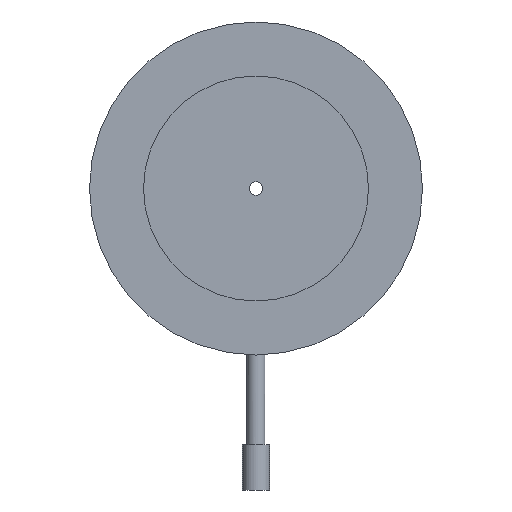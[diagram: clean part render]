
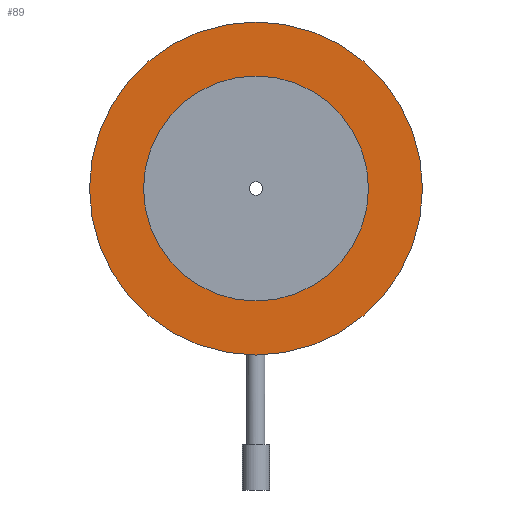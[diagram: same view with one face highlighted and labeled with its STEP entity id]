
A CAD part, front view. The second image highlights one B-rep face of the part: STEP entity #89.
In plain terms, the highlighted planar face has unit normal (0, -1, 0).
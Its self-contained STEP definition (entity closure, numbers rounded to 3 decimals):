
#11 = ORIENTED_EDGE ( 'NONE', *, *, #156, .F. ) ;
#14 = AXIS2_PLACEMENT_3D ( 'NONE', #348, #83, #562 ) ;
#27 = DIRECTION ( 'NONE',  ( 0., 0., 1. ) ) ;
#63 = DIRECTION ( 'NONE',  ( 0., 0., 1. ) ) ;
#83 = DIRECTION ( 'NONE',  ( 0., 1., 0. ) ) ;
#84 = CARTESIAN_POINT ( 'NONE',  ( 0., -2.75, 18.5 ) ) ;
#89 = ADVANCED_FACE ( 'NONE', ( #210, #248 ), #114, .F. ) ;
#114 = PLANE ( 'NONE',  #429 ) ;
#118 = DIRECTION ( 'NONE',  ( 0., 0., 1. ) ) ;
#126 = CIRCLE ( 'NONE', #500, 12.5 ) ;
#131 = VERTEX_POINT ( 'NONE', #422 ) ;
#135 = ORIENTED_EDGE ( 'NONE', *, *, #162, .F. ) ;
#156 = EDGE_CURVE ( 'NONE', #436, #269, #126, .T. ) ;
#162 = EDGE_CURVE ( 'NONE', #269, #436, #222, .T. ) ;
#210 = FACE_BOUND ( 'NONE', #493, .T. ) ;
#213 = AXIS2_PLACEMENT_3D ( 'NONE', #292, #424, #337 ) ;
#222 = CIRCLE ( 'NONE', #213, 12.5 ) ;
#233 = VERTEX_POINT ( 'NONE', #84 ) ;
#238 = ORIENTED_EDGE ( 'NONE', *, *, #497, .F. ) ;
#247 = DIRECTION ( 'NONE',  ( 0., 1., 0. ) ) ;
#248 = FACE_OUTER_BOUND ( 'NONE', #318, .T. ) ;
#255 = CARTESIAN_POINT ( 'NONE',  ( 0., -2.75, 12.5 ) ) ;
#260 = CIRCLE ( 'NONE', #439, 18.5 ) ;
#265 = CIRCLE ( 'NONE', #14, 18.5 ) ;
#268 = CARTESIAN_POINT ( 'NONE',  ( 0., -2.75, -12.5 ) ) ;
#269 = VERTEX_POINT ( 'NONE', #268 ) ;
#280 = ORIENTED_EDGE ( 'NONE', *, *, #531, .F. ) ;
#292 = CARTESIAN_POINT ( 'NONE',  ( 0., -2.75, 0. ) ) ;
#318 = EDGE_LOOP ( 'NONE', ( #280, #238 ) ) ;
#337 = DIRECTION ( 'NONE',  ( 0., 0., 1. ) ) ;
#343 = CARTESIAN_POINT ( 'NONE',  ( 0., -2.75, 0. ) ) ;
#348 = CARTESIAN_POINT ( 'NONE',  ( 0., -2.75, 0. ) ) ;
#384 = CARTESIAN_POINT ( 'NONE',  ( 0., -2.75, 0. ) ) ;
#422 = CARTESIAN_POINT ( 'NONE',  ( 0., -2.75, -18.5 ) ) ;
#424 = DIRECTION ( 'NONE',  ( 0., -1., 0. ) ) ;
#429 = AXIS2_PLACEMENT_3D ( 'NONE', #343, #432, #27 ) ;
#432 = DIRECTION ( 'NONE',  ( 0., 1., 0. ) ) ;
#436 = VERTEX_POINT ( 'NONE', #255 ) ;
#439 = AXIS2_PLACEMENT_3D ( 'NONE', #552, #247, #63 ) ;
#469 = DIRECTION ( 'NONE',  ( 0., -1., 0. ) ) ;
#493 = EDGE_LOOP ( 'NONE', ( #135, #11 ) ) ;
#497 = EDGE_CURVE ( 'NONE', #233, #131, #260, .T. ) ;
#500 = AXIS2_PLACEMENT_3D ( 'NONE', #384, #469, #118 ) ;
#531 = EDGE_CURVE ( 'NONE', #131, #233, #265, .T. ) ;
#552 = CARTESIAN_POINT ( 'NONE',  ( 0., -2.75, 0. ) ) ;
#562 = DIRECTION ( 'NONE',  ( 0., 0., 1. ) ) ;
